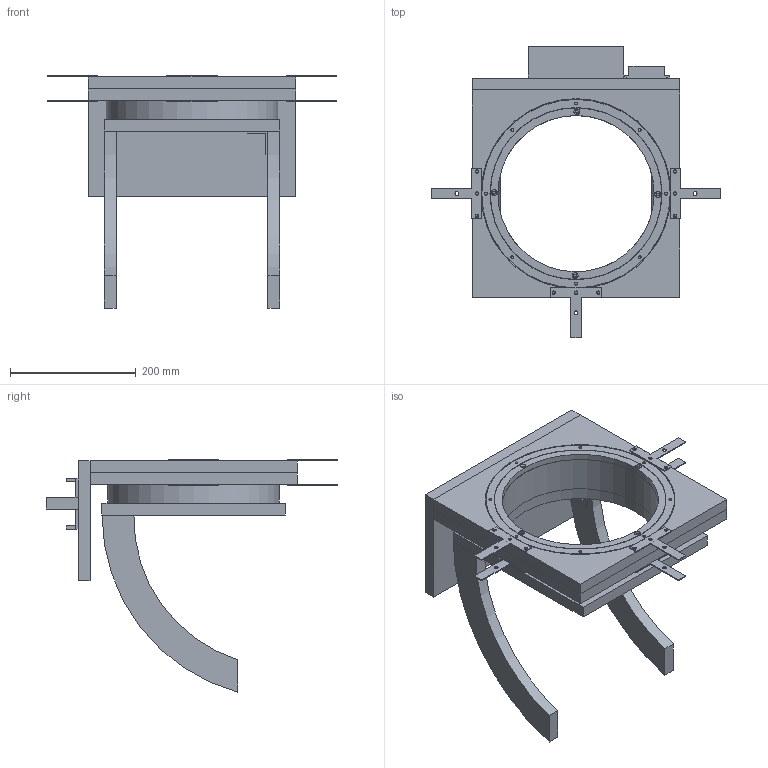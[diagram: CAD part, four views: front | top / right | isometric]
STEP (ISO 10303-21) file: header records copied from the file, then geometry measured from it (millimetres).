
FILE_DESCRIPTION(/* description */ (''),/* implementation_level */ '2;1');
FILE_NAME(/* name */ 'Smart Hoop_step.step',/* time_stamp */ '2025-12-07T17:23:18-05:00',/* author */ (''),/* organization */ (''),/* preprocessor_version */ 'ST-DEVELOPER v20.1',/* originating_system */ 'Autodesk Translation Framework v14.21.0.0',/* authorisation */ '');
FILE_SCHEMA (('AUTOMOTIVE_DESIGN { 1 0 10303 214 3 1 1 }'));
Length unit declared in the file: inch
Products named in the file (20): Smart Hoop; tablebearing; table_bearing fi300 GRYC_outer_Domyślna; table_bearing fi300 GRYC_Domyślna; Chute bracket; Turret ring; T-bracket (left-bottom); T-bracket (right-top); T-bracket (middle-bottom); T-bracket (right-bottom); T-bracket (left-top); Retaining ring; T-bracket (middle-top); Mounting Bracket; Ramp (right); Electronics mount; Angle bracket (right); Ramp (left); Motor mount; Perfboard Mount
Assembly tree (19 placements, depth 3):
  Smart Hoop
    tablebearing
      table_bearing fi300 GRYC_outer_Domyślna
      table_bearing fi300 GRYC_Domyślna
    Chute bracket
    Turret ring
    T-bracket (left-bottom)
    T-bracket (right-top)
    T-bracket (middle-bottom)
    T-bracket (right-bottom)
    T-bracket (left-top)
    Retaining ring
    T-bracket (middle-top)
    Mounting Bracket
    Ramp (right)
    Electronics mount
    Angle bracket (right)
    Ramp (left)
    Motor mount
    Perfboard Mount
Bounding box: 459.11 x 464.5 x 369.77 mm (x, y, z)
Volume: 5116934.6 mm3; surface area: 900065.7 mm2
Topology: 18 solids, 18 shells, 246 faces, 590 edges, 381 vertices
Faces by surface type: plane 139, cylinder 70, cone 35, torus 2
Full cylindrical faces by diameter (mm): 3.175 x4, 3.988 x18, 4.5 x12, 6.35 x20, 249 x3, 273 x3, 274 x2, 279.4 x2, 300 x1, 300.99 x1
Entity records: 7984 total; most frequent: DIRECTION 1338, CARTESIAN_POINT 1256, ORIENTED_EDGE 1180, EDGE_CURVE 590, AXIS2_PLACEMENT_3D 463, LINE 412, VECTOR 412, VERTEX_POINT 381
